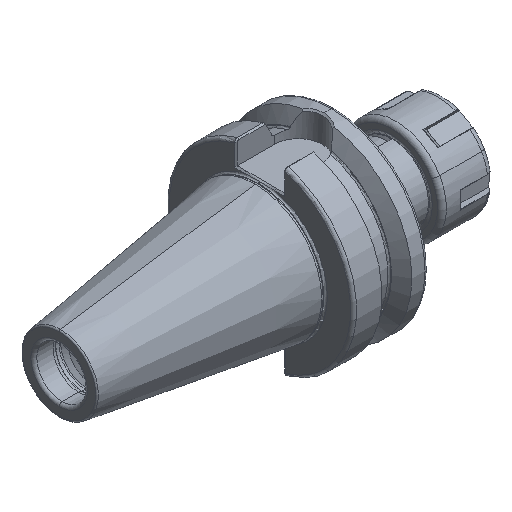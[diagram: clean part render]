
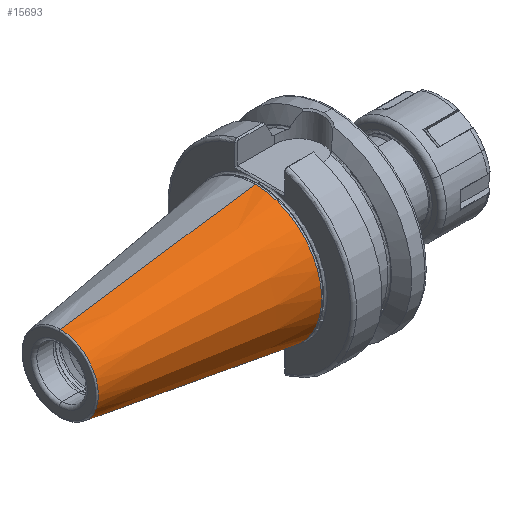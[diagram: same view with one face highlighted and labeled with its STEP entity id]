
A CAD part, isometric view. The second image highlights one B-rep face of the part: STEP entity #15693.
In plain terms, the highlighted conical face has half-angle 8.297 degrees and reference radius 22.298 mm.
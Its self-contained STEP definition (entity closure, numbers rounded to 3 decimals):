
#388 = AXIS2_PLACEMENT_3D ( 'NONE', #9689, #9691, #9692 ) ;
#612 = VERTEX_POINT ( 'NONE', #12101 ) ;
#615 = VERTEX_POINT ( 'NONE', #12084 ) ;
#643 = VERTEX_POINT ( 'NONE', #12052 ) ;
#650 = VERTEX_POINT ( 'NONE', #12096 ) ;
#927 = AXIS2_PLACEMENT_3D ( 'NONE', #13458, #13475, #13451 ) ;
#942 = AXIS2_PLACEMENT_3D ( 'NONE', #13405, #13433, #13424 ) ;
#1798 = FACE_OUTER_BOUND ( 'NONE', #18337, .T. ) ;
#1869 = CONICAL_SURFACE ( 'NONE', #388, 22.298, 0.145 ) ;
#3478 = ORIENTED_EDGE ( 'NONE', *, *, #4178, .T. ) ;
#3479 = ORIENTED_EDGE ( 'NONE', *, *, #4356, .F. ) ;
#3532 = ORIENTED_EDGE ( 'NONE', *, *, #4348, .T. ) ;
#4178 = EDGE_CURVE ( 'NONE', #612, #643, #6299, .T. ) ;
#4225 = EDGE_CURVE ( 'NONE', #650, #615, #6351, .T. ) ;
#4348 = EDGE_CURVE ( 'NONE', #650, #612, #6459, .T. ) ;
#4356 = EDGE_CURVE ( 'NONE', #615, #643, #6481, .T. ) ;
#6295 = VECTOR ( 'NONE', #21400, 1000. ) ;
#6299 = LINE ( 'NONE', #21389, #6295 ) ;
#6351 = LINE ( 'NONE', #19786, #6372 ) ;
#6372 = VECTOR ( 'NONE', #19807, 1000. ) ;
#6459 = CIRCLE ( 'NONE', #942, 12.75 ) ;
#6481 = CIRCLE ( 'NONE', #927, 22.298 ) ;
#6829 = ORIENTED_EDGE ( 'NONE', *, *, #4225, .F. ) ;
#9689 = CARTESIAN_POINT ( 'NONE',  ( -1.5, 0., 0. ) ) ;
#9691 = DIRECTION ( 'NONE',  ( 1., 0., 0. ) ) ;
#9692 = DIRECTION ( 'NONE',  ( 0., 0., -1. ) ) ;
#12052 = CARTESIAN_POINT ( 'NONE',  ( -1.5, 0., -22.298 ) ) ;
#12084 = CARTESIAN_POINT ( 'NONE',  ( -1.5, 0., 22.298 ) ) ;
#12096 = CARTESIAN_POINT ( 'NONE',  ( -66.972, 0., 12.75 ) ) ;
#12101 = CARTESIAN_POINT ( 'NONE',  ( -66.972, 0., -12.75 ) ) ;
#13405 = CARTESIAN_POINT ( 'NONE',  ( -66.972, 0., 0. ) ) ;
#13424 = DIRECTION ( 'NONE',  ( 0., 0., -1. ) ) ;
#13433 = DIRECTION ( 'NONE',  ( 1., 0., 0. ) ) ;
#13451 = DIRECTION ( 'NONE',  ( 0., 0., -1. ) ) ;
#13458 = CARTESIAN_POINT ( 'NONE',  ( -1.5, 0., 0. ) ) ;
#13475 = DIRECTION ( 'NONE',  ( 1., 0., 0. ) ) ;
#15693 = ADVANCED_FACE ( 'NONE', ( #1798 ), #1869, .T. ) ;
#18337 = EDGE_LOOP ( 'NONE', ( #6829, #3532, #3478, #3479 ) ) ;
#19786 = CARTESIAN_POINT ( 'NONE',  ( -1.5, 0., 22.298 ) ) ;
#19807 = DIRECTION ( 'NONE',  ( 0.99, 0., 0.144 ) ) ;
#21389 = CARTESIAN_POINT ( 'NONE',  ( -1.5, 0., -22.298 ) ) ;
#21400 = DIRECTION ( 'NONE',  ( 0.99, 0., -0.144 ) ) ;
